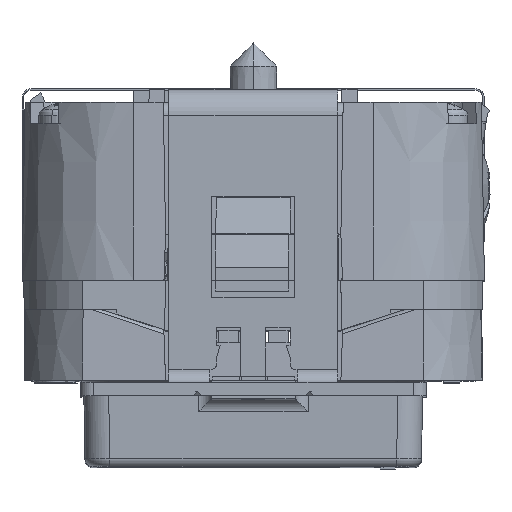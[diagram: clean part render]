
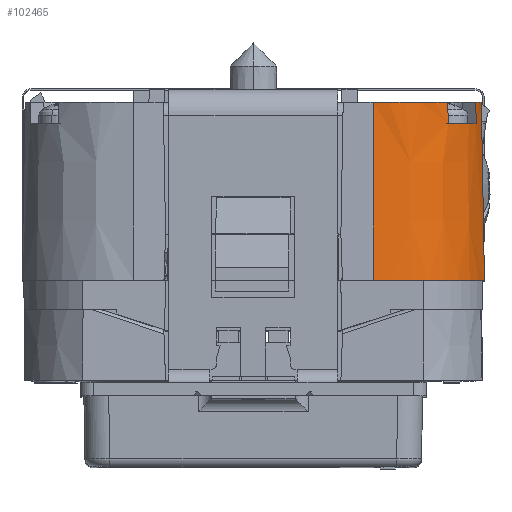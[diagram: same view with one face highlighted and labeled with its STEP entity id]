
A CAD part, top view. The second image highlights one B-rep face of the part: STEP entity #102465.
In plain terms, the highlighted conical face has half-angle 1 degrees and reference radius 10.706 mm.
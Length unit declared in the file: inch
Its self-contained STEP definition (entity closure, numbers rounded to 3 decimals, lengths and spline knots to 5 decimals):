
#13327 = B_SPLINE_CURVE_WITH_KNOTS ( 'NONE', 3,
 ( #114202, #141855, #228531, #226696 ),
 .UNSPECIFIED., .F., .F.,
 ( 4, 4 ),
 ( 0.01225, 0.01428 ),
 .UNSPECIFIED. ) ;
#18864 = CARTESIAN_POINT ( 'NONE',  ( -0.24558, 0.11293, 2.49135 ) ) ;
#20231 = CARTESIAN_POINT ( 'NONE',  ( -0.22562, 0.19293, 2.42571 ) ) ;
#28096 = EDGE_CURVE ( 'NONE', #249671, #148449, #121704, .T. ) ;
#28164 = CARTESIAN_POINT ( 'NONE',  ( -0.63562, 0.19293, 2.74943 ) ) ;
#31033 = VERTEX_POINT ( 'NONE', #42159 ) ;
#41525 = EDGE_CURVE ( 'NONE', #31033, #249671, #73652, .T. ) ;
#42159 = CARTESIAN_POINT ( 'NONE',  ( -0.24607, 0.19293, 2.48889 ) ) ;
#48645 = DIRECTION ( 'NONE',  ( 0., 1., 0. ) ) ;
#54118 = CARTESIAN_POINT ( 'NONE',  ( -0.63562, 0.19293, 2.32793 ) ) ;
#56558 = CARTESIAN_POINT ( 'NONE',  ( -0.63562, 0.19293, 2.32793 ) ) ;
#57880 = ORIENTED_EDGE ( 'NONE', *, *, #28096, .F. ) ;
#67592 = AXIS2_PLACEMENT_3D ( 'NONE', #54118, #48645, #303411 ) ;
#72902 = CONICAL_SURFACE ( 'NONE', #108314, 0.4215, 0.017 ) ;
#73652 = CIRCLE ( 'NONE', #67592, 0.4215 ) ;
#74875 = CIRCLE ( 'NONE', #116086, 0.43326 ) ;
#78755 = EDGE_CURVE ( 'NONE', #166361, #129428, #13327, .T. ) ;
#82933 = VECTOR ( 'NONE', #222109, 39.37008 ) ;
#84227 = DIRECTION ( 'NONE',  ( 0., 1., 0. ) ) ;
#84876 = ORIENTED_EDGE ( 'NONE', *, *, #41525, .F. ) ;
#85457 = LINE ( 'NONE', #28164, #82933 ) ;
#86450 = EDGE_LOOP ( 'NONE', ( #209388, #316441, #287660, #280657, #364204, #219757, #57880, #84876 ) ) ;
#102465 = ADVANCED_FACE ( 'NONE', ( #338456 ), #72902, .T. ) ;
#103971 = CARTESIAN_POINT ( 'NONE',  ( -0.2459, 0.16626, 2.48971 ) ) ;
#107433 = DIRECTION ( 'NONE',  ( 0., 0., -1. ) ) ;
#108314 = AXIS2_PLACEMENT_3D ( 'NONE', #222166, #279399, #312544 ) ;
#110295 = B_SPLINE_CURVE_WITH_KNOTS ( 'NONE', 3,
 ( #18864, #356832, #103971, #216431 ),
 .UNSPECIFIED., .F., .F.,
 ( 4, 4 ),
 ( 0.01226, 0.01429 ),
 .UNSPECIFIED. ) ;
#113134 = EDGE_CURVE ( 'NONE', #326369, #31033, #110295, .T. ) ;
#114202 = CARTESIAN_POINT ( 'NONE',  ( -0.35291, 0.19293, 2.64055 ) ) ;
#116086 = AXIS2_PLACEMENT_3D ( 'NONE', #332613, #164558, #107433 ) ;
#118234 = CARTESIAN_POINT ( 'NONE',  ( -0.21386, -0.48107, 2.42709 ) ) ;
#121704 = B_SPLINE_CURVE_WITH_KNOTS ( 'NONE', 3,
 ( #20231, #361866, #273234, #306439 ),
 .UNSPECIFIED., .F., .F.,
 ( 4, 4 ),
 ( 0., 0.01712 ),
 .UNSPECIFIED. ) ;
#129428 = VERTEX_POINT ( 'NONE', #137955 ) ;
#129559 = CARTESIAN_POINT ( 'NONE',  ( -0.24558, 0.11293, 2.49135 ) ) ;
#129698 = DIRECTION ( 'NONE',  ( 0., 0., -1. ) ) ;
#132112 = CIRCLE ( 'NONE', #226388, 0.4229 ) ;
#137955 = CARTESIAN_POINT ( 'NONE',  ( -0.35089, 0.11293, 2.6406 ) ) ;
#141855 = CARTESIAN_POINT ( 'NONE',  ( -0.35223, 0.16626, 2.64057 ) ) ;
#148449 = VERTEX_POINT ( 'NONE', #118234 ) ;
#157336 = DIRECTION ( 'NONE',  ( 0., 1., 0. ) ) ;
#164558 = DIRECTION ( 'NONE',  ( 0., -1., 0. ) ) ;
#166361 = VERTEX_POINT ( 'NONE', #314146 ) ;
#190285 = CARTESIAN_POINT ( 'NONE',  ( -0.22562, 0.19293, 2.42571 ) ) ;
#192638 = EDGE_CURVE ( 'NONE', #220326, #338596, #85457, .T. ) ;
#196338 = CIRCLE ( 'NONE', #337592, 0.4215 ) ;
#200530 = DIRECTION ( 'NONE',  ( 0., 0., -1. ) ) ;
#209388 = ORIENTED_EDGE ( 'NONE', *, *, #113134, .F. ) ;
#216431 = CARTESIAN_POINT ( 'NONE',  ( -0.24607, 0.19293, 2.48889 ) ) ;
#219757 = ORIENTED_EDGE ( 'NONE', *, *, #357428, .F. ) ;
#220326 = VERTEX_POINT ( 'NONE', #364196 ) ;
#222109 = DIRECTION ( 'NONE',  ( 0., 1., -0.017 ) ) ;
#222166 = CARTESIAN_POINT ( 'NONE',  ( -0.63562, 0.19293, 2.32793 ) ) ;
#226388 = AXIS2_PLACEMENT_3D ( 'NONE', #297657, #157336, #129698 ) ;
#226696 = CARTESIAN_POINT ( 'NONE',  ( -0.35089, 0.11293, 2.6406 ) ) ;
#228531 = CARTESIAN_POINT ( 'NONE',  ( -0.35156, 0.1396, 2.64059 ) ) ;
#249671 = VERTEX_POINT ( 'NONE', #190285 ) ;
#257236 = EDGE_CURVE ( 'NONE', #129428, #326369, #132112, .T. ) ;
#273234 = CARTESIAN_POINT ( 'NONE',  ( -0.21778, -0.2564, 2.42663 ) ) ;
#279399 = DIRECTION ( 'NONE',  ( 0., -1., 0. ) ) ;
#280657 = ORIENTED_EDGE ( 'NONE', *, *, #298322, .F. ) ;
#287660 = ORIENTED_EDGE ( 'NONE', *, *, #78755, .F. ) ;
#297657 = CARTESIAN_POINT ( 'NONE',  ( -0.63562, 0.11293, 2.32793 ) ) ;
#298322 = EDGE_CURVE ( 'NONE', #338596, #166361, #196338, .T. ) ;
#303411 = DIRECTION ( 'NONE',  ( 0., 0., -1. ) ) ;
#306439 = CARTESIAN_POINT ( 'NONE',  ( -0.21386, -0.48107, 2.42709 ) ) ;
#312544 = DIRECTION ( 'NONE',  ( 0., 0., -1. ) ) ;
#314146 = CARTESIAN_POINT ( 'NONE',  ( -0.35291, 0.19293, 2.64055 ) ) ;
#316441 = ORIENTED_EDGE ( 'NONE', *, *, #257236, .F. ) ;
#326369 = VERTEX_POINT ( 'NONE', #129559 ) ;
#332613 = CARTESIAN_POINT ( 'NONE',  ( -0.63562, -0.48107, 2.32793 ) ) ;
#337592 = AXIS2_PLACEMENT_3D ( 'NONE', #56558, #84227, #200530 ) ;
#338456 = FACE_OUTER_BOUND ( 'NONE', #86450, .T. ) ;
#338596 = VERTEX_POINT ( 'NONE', #348090 ) ;
#348090 = CARTESIAN_POINT ( 'NONE',  ( -0.63562, 0.19293, 2.74943 ) ) ;
#356832 = CARTESIAN_POINT ( 'NONE',  ( -0.24574, 0.1396, 2.49053 ) ) ;
#357428 = EDGE_CURVE ( 'NONE', #148449, #220326, #74875, .T. ) ;
#361866 = CARTESIAN_POINT ( 'NONE',  ( -0.2217, -0.03174, 2.42617 ) ) ;
#364196 = CARTESIAN_POINT ( 'NONE',  ( -0.63562, -0.48107, 2.76119 ) ) ;
#364204 = ORIENTED_EDGE ( 'NONE', *, *, #192638, .F. ) ;
